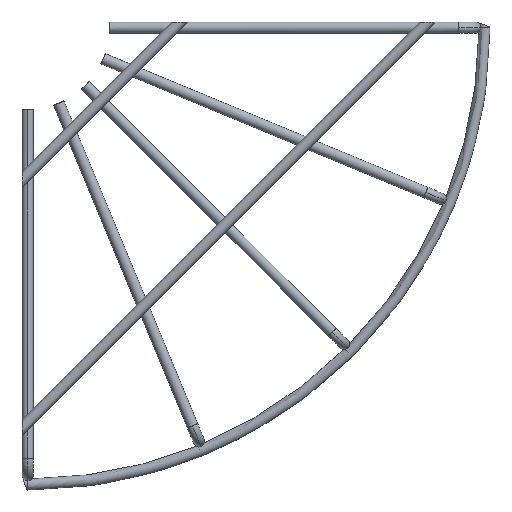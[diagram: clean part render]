
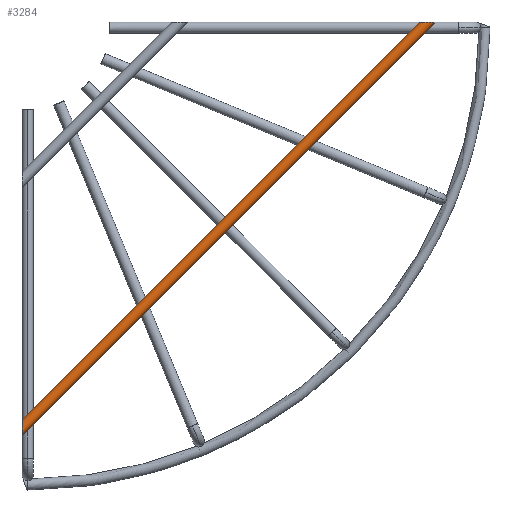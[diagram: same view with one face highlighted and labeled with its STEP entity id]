
A CAD part, front view. The second image highlights one B-rep face of the part: STEP entity #3284.
In plain terms, the highlighted cylindrical face has radius 1.9 mm (diameter 3.8 mm), a partial arc.
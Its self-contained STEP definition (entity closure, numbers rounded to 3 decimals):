
#41 = CARTESIAN_POINT ( 'NONE',  ( 136.542, -55.749, 4.172 ) ) ;
#56 = EDGE_CURVE ( 'NONE', #721, #318, #1411, .T. ) ;
#93 = AXIS2_PLACEMENT_3D ( 'NONE', #2491, #949, #2749 ) ;
#130 = CARTESIAN_POINT ( 'NONE',  ( -2.828, -55.749, -137.886 ) ) ;
#251 = CARTESIAN_POINT ( 'NONE',  ( 139.229, -55.749, 1.485 ) ) ;
#279 = VERTEX_POINT ( 'NONE', #2411 ) ;
#296 = CARTESIAN_POINT ( 'NONE',  ( 136.814, -58.474, 1.9 ) ) ;
#318 = VERTEX_POINT ( 'NONE', #2677 ) ;
#381 = EDGE_CURVE ( 'NONE', #318, #1915, #2910, .T. ) ;
#387 = DIRECTION ( 'NONE',  ( 0.707, 0., -0.707 ) ) ;
#451 = EDGE_CURVE ( 'NONE', #2732, #1854, #2588, .T. ) ;
#464 = CARTESIAN_POINT ( 'NONE',  ( -1.9, -57.705, -134.27 ) ) ;
#575 = ORIENTED_EDGE ( 'NONE', *, *, #1954, .F. ) ;
#585 = CARTESIAN_POINT ( 'NONE',  ( 134.27, -55.749, 1.9 ) ) ;
#637 = CARTESIAN_POINT ( 'NONE',  ( 138.814, -57.122, 1.9 ) ) ;
#643 = CARTESIAN_POINT ( 'NONE',  ( -1.9, -55.749, -134.27 ) ) ;
#695 = ORIENTED_EDGE ( 'NONE', *, *, #1668, .T. ) ;
#720 = CARTESIAN_POINT ( 'NONE',  ( -1.9, -57.122, -138.814 ) ) ;
#721 = VERTEX_POINT ( 'NONE', #643 ) ;
#773 = LINE ( 'NONE', #251, #1443 ) ;
#805 = ORIENTED_EDGE ( 'NONE', *, *, #56, .T. ) ;
#949 = DIRECTION ( 'NONE',  ( 0.707, 0., 0.707 ) ) ;
#1229 = DIRECTION ( 'NONE',  ( -0.707, 0., -0.707 ) ) ;
#1238 = DIRECTION ( 'NONE',  ( -0.707, 0., 0.707 ) ) ;
#1329 = AXIS2_PLACEMENT_3D ( 'NONE', #130, #1933, #387 ) ;
#1411 =( BOUNDED_CURVE ( )  B_SPLINE_CURVE ( 3, ( #2264, #464, #1747, #720 ),
 .UNSPECIFIED., .F., .T. ) 
 B_SPLINE_CURVE_WITH_KNOTS ( ( 4, 4 ),
 ( 3.142, 5.475 ),
 .UNSPECIFIED. ) 
 CURVE ( )  GEOMETRIC_REPRESENTATION_ITEM ( )  RATIONAL_B_SPLINE_CURVE ( ( 1., 0.595, 0.595, 1. ) ) 
 REPRESENTATION_ITEM ( '' )  );
#1443 = VECTOR ( 'NONE', #2053, 1000. ) ;
#1601 = CARTESIAN_POINT ( 'NONE',  ( 138.814, -57.122, 1.9 ) ) ;
#1668 = EDGE_CURVE ( 'NONE', #279, #721, #3143, .T. ) ;
#1677 = ORIENTED_EDGE ( 'NONE', *, *, #451, .F. ) ;
#1709 = CARTESIAN_POINT ( 'NONE',  ( 139.229, -55.749, 1.485 ) ) ;
#1742 = CARTESIAN_POINT ( 'NONE',  ( 137.886, -55.749, 2.828 ) ) ;
#1747 = CARTESIAN_POINT ( 'NONE',  ( -1.9, -58.474, -136.814 ) ) ;
#1780 = VECTOR ( 'NONE', #1845, 1000. ) ;
#1845 = DIRECTION ( 'NONE',  ( -0.707, 0., -0.707 ) ) ;
#1854 = VERTEX_POINT ( 'NONE', #1709 ) ;
#1915 = VERTEX_POINT ( 'NONE', #1996 ) ;
#1933 = DIRECTION ( 'NONE',  ( 0.707, 0., 0.707 ) ) ;
#1954 = EDGE_CURVE ( 'NONE', #1854, #1915, #773, .T. ) ;
#1996 = CARTESIAN_POINT ( 'NONE',  ( -1.485, -55.749, -139.229 ) ) ;
#1997 = ORIENTED_EDGE ( 'NONE', *, *, #381, .T. ) ;
#2053 = DIRECTION ( 'NONE',  ( -0.707, 0., -0.707 ) ) ;
#2055 = EDGE_CURVE ( 'NONE', #2732, #279, #2919, .T. ) ;
#2124 = CARTESIAN_POINT ( 'NONE',  ( 134.27, -57.705, 1.9 ) ) ;
#2188 = EDGE_LOOP ( 'NONE', ( #575, #1677, #2559, #695, #805, #1997 ) ) ;
#2264 = CARTESIAN_POINT ( 'NONE',  ( -1.9, -55.749, -134.27 ) ) ;
#2411 = CARTESIAN_POINT ( 'NONE',  ( 134.27, -55.749, 1.9 ) ) ;
#2459 = FACE_OUTER_BOUND ( 'NONE', #2188, .T. ) ;
#2491 = CARTESIAN_POINT ( 'NONE',  ( 137.886, -55.749, 2.828 ) ) ;
#2559 = ORIENTED_EDGE ( 'NONE', *, *, #2055, .T. ) ;
#2588 = CIRCLE ( 'NONE', #93, 1.9 ) ;
#2677 = CARTESIAN_POINT ( 'NONE',  ( -1.9, -57.122, -138.814 ) ) ;
#2732 = VERTEX_POINT ( 'NONE', #637 ) ;
#2749 = DIRECTION ( 'NONE',  ( 0.707, 0., -0.707 ) ) ;
#2910 = CIRCLE ( 'NONE', #1329, 1.9 ) ;
#2919 =( BOUNDED_CURVE ( )  B_SPLINE_CURVE ( 3, ( #1601, #296, #2124, #585 ),
 .UNSPECIFIED., .F., .F. ) 
 B_SPLINE_CURVE_WITH_KNOTS ( ( 4, 4 ),
 ( 3.949, 6.283 ),
 .UNSPECIFIED. ) 
 CURVE ( )  GEOMETRIC_REPRESENTATION_ITEM ( )  RATIONAL_B_SPLINE_CURVE ( ( 1., 0.595, 0.595, 1. ) ) 
 REPRESENTATION_ITEM ( '' )  );
#2981 = CYLINDRICAL_SURFACE ( 'NONE', #3012, 1.9 ) ;
#3012 = AXIS2_PLACEMENT_3D ( 'NONE', #1742, #1229, #1238 ) ;
#3143 = LINE ( 'NONE', #41, #1780 ) ;
#3284 = ADVANCED_FACE ( 'NONE', ( #2459 ), #2981, .T. ) ;
